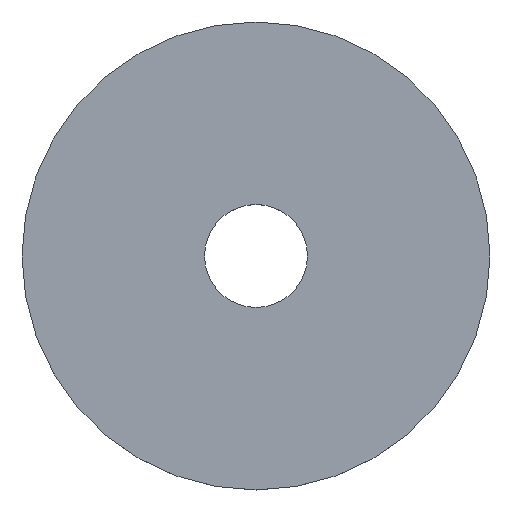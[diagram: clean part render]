
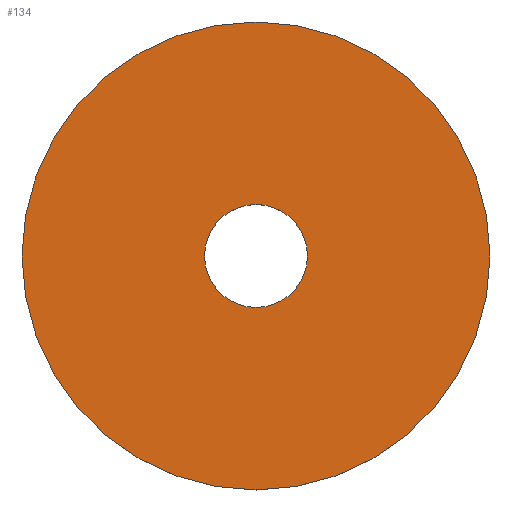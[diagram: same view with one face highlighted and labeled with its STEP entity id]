
A CAD part, top view. The second image highlights one B-rep face of the part: STEP entity #134.
In plain terms, the highlighted planar face has unit normal (0, 0, 1).
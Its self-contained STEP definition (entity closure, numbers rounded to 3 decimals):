
#4 = AXIS2_PLACEMENT_3D ( 'NONE', #106, #95, #107 ) ;
#17 = EDGE_CURVE ( 'NONE', #85, #85, #129, .T. ) ;
#24 = ORIENTED_EDGE ( 'NONE', *, *, #17, .F. ) ;
#25 = CARTESIAN_POINT ( 'NONE',  ( 0., 0., 3. ) ) ;
#47 = AXIS2_PLACEMENT_3D ( 'NONE', #100, #48, #69 ) ;
#48 = DIRECTION ( 'NONE',  ( 0., 0., 1. ) ) ;
#57 = EDGE_CURVE ( 'NONE', #115, #115, #147, .T. ) ;
#68 = EDGE_LOOP ( 'NONE', ( #24 ) ) ;
#69 = DIRECTION ( 'NONE',  ( 0., -1., 0. ) ) ;
#71 = FACE_OUTER_BOUND ( 'NONE', #68, .T. ) ;
#81 = DIRECTION ( 'NONE',  ( 0., 1., 0. ) ) ;
#85 = VERTEX_POINT ( 'NONE', #136 ) ;
#86 = FACE_BOUND ( 'NONE', #119, .T. ) ;
#91 = ORIENTED_EDGE ( 'NONE', *, *, #57, .T. ) ;
#95 = DIRECTION ( 'NONE',  ( 0., 0., -1. ) ) ;
#100 = CARTESIAN_POINT ( 'NONE',  ( 0., 11., 3. ) ) ;
#104 = AXIS2_PLACEMENT_3D ( 'NONE', #25, #131, #81 ) ;
#106 = CARTESIAN_POINT ( 'NONE',  ( 0., 0., 3. ) ) ;
#107 = DIRECTION ( 'NONE',  ( 0., 1., 0. ) ) ;
#112 = PLANE ( 'NONE',  #47 ) ;
#115 = VERTEX_POINT ( 'NONE', #150 ) ;
#119 = EDGE_LOOP ( 'NONE', ( #91 ) ) ;
#129 = CIRCLE ( 'NONE', #4, 50. ) ;
#131 = DIRECTION ( 'NONE',  ( 0., 0., -1. ) ) ;
#134 = ADVANCED_FACE ( 'NONE', ( #86, #71 ), #112, .T. ) ;
#136 = CARTESIAN_POINT ( 'NONE',  ( 0., 50., 3. ) ) ;
#147 = CIRCLE ( 'NONE', #104, 11. ) ;
#150 = CARTESIAN_POINT ( 'NONE',  ( 0., 11., 3. ) ) ;
